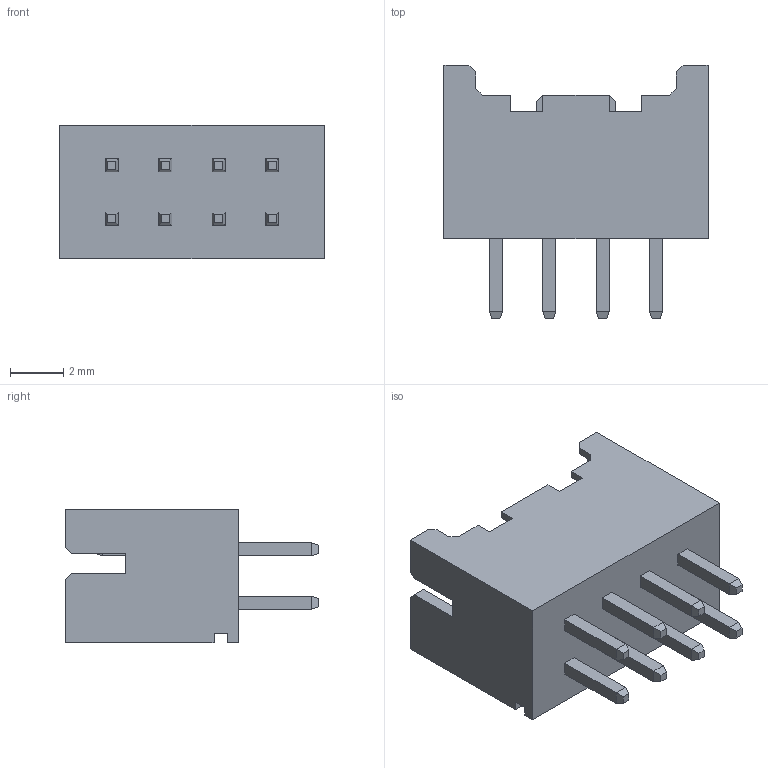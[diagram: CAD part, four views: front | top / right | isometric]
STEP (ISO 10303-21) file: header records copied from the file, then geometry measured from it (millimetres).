
FILE_DESCRIPTION (( 'STEP AP214' ), '1' );
FILE_NAME ('B8B-PHDSS(LF)(SN).STEP', '2024-01-10T22:26:12', ( '' ), ( '' ), 'SwSTEP 2.0', 'SolidWorks 2021', '' );
FILE_SCHEMA (( 'AUTOMOTIVE_DESIGN' ));
Length unit declared in the file: millimetre
Products named in the file (3): pin^BxB-PHDSS ass; BxB-PHDSS_8; B8B-PHDSS(LF)(SN)
Assembly tree (9 placements, depth 2):
  B8B-PHDSS(LF)(SN)
    BxB-PHDSS_8
    pin^BxB-PHDSS ass  x8
Bounding box: 9.9 x 9.5 x 5 mm (x, y, z)
Volume: 130.7 mm3; surface area: 535.4 mm2
Topology: 9 solids, 9 shells, 218 faces, 533 edges, 334 vertices
Faces by surface type: plane 218
Entity records: 3983 total; most frequent: CARTESIAN_POINT 691, ORIENTED_EDGE 674, DIRECTION 601, EDGE_CURVE 337, LINE 337, VECTOR 337, VERTEX_POINT 222, EDGE_LOOP 141
